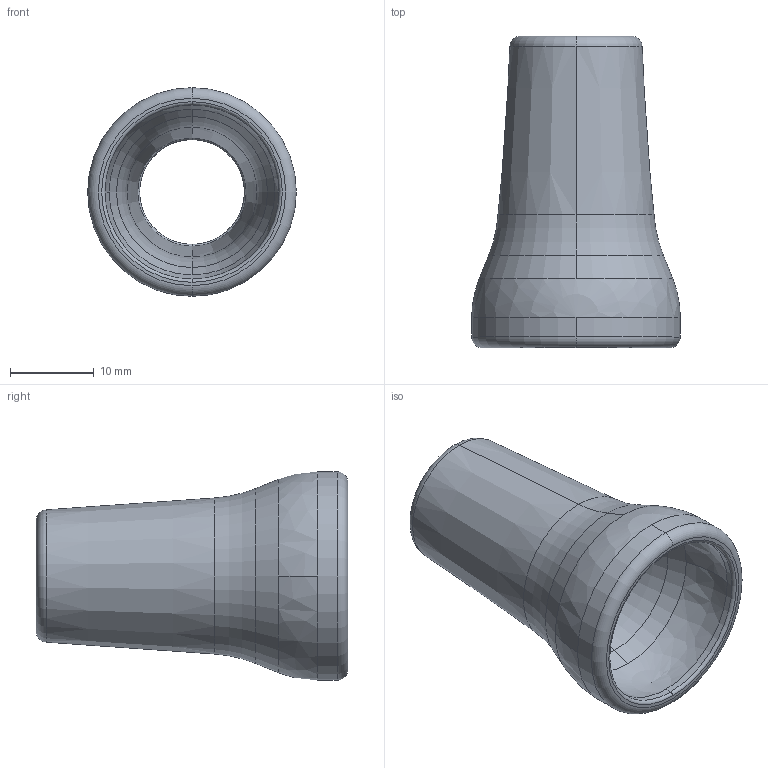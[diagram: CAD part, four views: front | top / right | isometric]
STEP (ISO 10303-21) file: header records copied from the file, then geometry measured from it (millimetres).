
FILE_DESCRIPTION (( 'STEP AP203' ), '1' );
FILE_NAME ('1-2x1-2 Round Nozzle .STEP', '2005-02-04T23:59:14', ( 'mark lockwood' ), ( 'lockwood products inc.' ), 'SwSTEP 2.0', 'SolidWorks 2004146', '' );
FILE_SCHEMA (( 'CONFIG_CONTROL_DESIGN' ));
Length unit declared in the file: inch
Products named in the file (1): 1-2x1-2 Round Nozzle 
Bounding box: 24.89 x 37.16 x 24.89 mm (x, y, z)
Volume: 3520.1 mm3; surface area: 4349.5 mm2
Topology: 1 solids, 1 shells, 32 faces, 79 edges, 45 vertices
Faces by surface type: torus 12, cone 8, cylinder 6, sphere 4, plane 2
Entity records: 993 total; most frequent: DIRECTION 196, CARTESIAN_POINT 147, ORIENTED_EDGE 144, AXIS2_PLACEMENT_3D 91, EDGE_CURVE 72, CIRCLE 58, VERTEX_POINT 42, EDGE_LOOP 34
